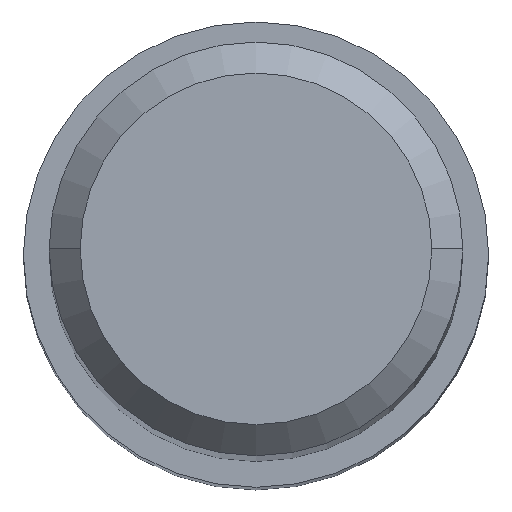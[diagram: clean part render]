
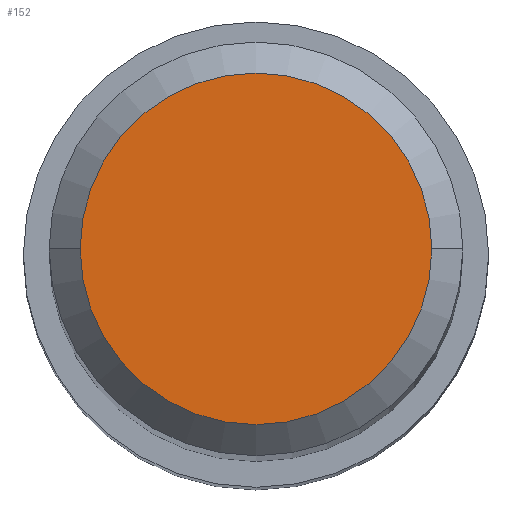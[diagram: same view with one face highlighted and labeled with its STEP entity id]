
A CAD part, top view. The second image highlights one B-rep face of the part: STEP entity #152.
In plain terms, the highlighted planar face has unit normal (0, 0, 1).
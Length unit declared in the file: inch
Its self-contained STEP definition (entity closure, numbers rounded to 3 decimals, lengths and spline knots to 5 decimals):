
#6 = VERTEX_POINT ( 'NONE', #95 ) ;
#26 = FACE_OUTER_BOUND ( 'NONE', #262, .T. ) ;
#79 = DIRECTION ( 'NONE',  ( -1., 0., 0. ) ) ;
#85 = AXIS2_PLACEMENT_3D ( 'NONE', #269, #318, #235 ) ;
#95 = CARTESIAN_POINT ( 'NONE',  ( -0.05312, 0., 0. ) ) ;
#132 = EDGE_CURVE ( 'NONE', #6, #214, #313, .T. ) ;
#133 = CARTESIAN_POINT ( 'NONE',  ( 0., 0., 0. ) ) ;
#135 = CIRCLE ( 'NONE', #85, 0.05312 ) ;
#137 = CARTESIAN_POINT ( 'NONE',  ( 0.05312, 0., 0. ) ) ;
#152 = ADVANCED_FACE ( 'NONE', ( #26 ), #309, .F. ) ;
#168 = AXIS2_PLACEMENT_3D ( 'NONE', #208, #205, #290 ) ;
#205 = DIRECTION ( 'NONE',  ( 0., 0., 1. ) ) ;
#208 = CARTESIAN_POINT ( 'NONE',  ( 0., 0., 0. ) ) ;
#214 = VERTEX_POINT ( 'NONE', #137 ) ;
#216 = ORIENTED_EDGE ( 'NONE', *, *, #239, .T. ) ;
#218 = ORIENTED_EDGE ( 'NONE', *, *, #132, .T. ) ;
#235 = DIRECTION ( 'NONE',  ( 1., 0., 0. ) ) ;
#239 = EDGE_CURVE ( 'NONE', #214, #6, #135, .T. ) ;
#250 = AXIS2_PLACEMENT_3D ( 'NONE', #133, #260, #79 ) ;
#260 = DIRECTION ( 'NONE',  ( 0., 0., -1. ) ) ;
#262 = EDGE_LOOP ( 'NONE', ( #218, #216 ) ) ;
#269 = CARTESIAN_POINT ( 'NONE',  ( 0., 0., 0. ) ) ;
#290 = DIRECTION ( 'NONE',  ( 1., 0., 0. ) ) ;
#309 = PLANE ( 'NONE',  #250 ) ;
#313 = CIRCLE ( 'NONE', #168, 0.05312 ) ;
#318 = DIRECTION ( 'NONE',  ( 0., 0., 1. ) ) ;
